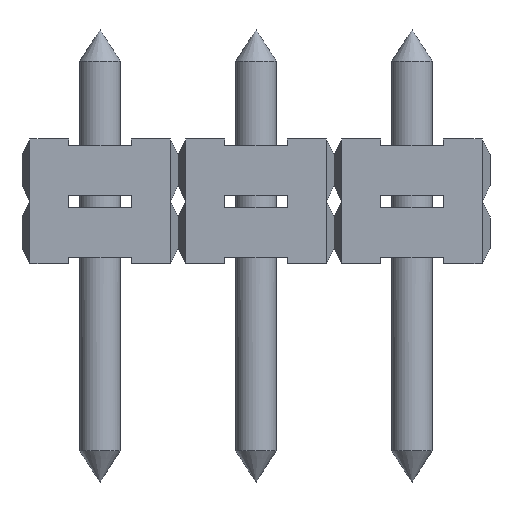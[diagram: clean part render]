
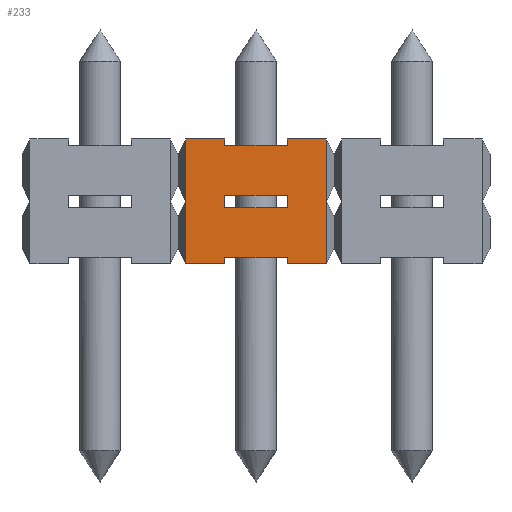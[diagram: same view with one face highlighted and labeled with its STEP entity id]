
A CAD part, front view. The second image highlights one B-rep face of the part: STEP entity #233.
In plain terms, the highlighted planar face has unit normal (0, -1, 0).
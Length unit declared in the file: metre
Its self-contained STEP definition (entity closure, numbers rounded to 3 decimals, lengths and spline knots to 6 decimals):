
#233=ADVANCED_FACE('',(#547,#548),#549,.T.);
#547=FACE_BOUND('',#932,.T.);
#548=FACE_OUTER_BOUND('',#933,.T.);
#549=PLANE('',#934);
#932=EDGE_LOOP('',(#1549,#1550,#1551,#1552));
#933=EDGE_LOOP('',(#1553,#1554,#1555,#1556,#1557,#1558,#1559,#1560,#1561,#1562,#1563,#1564,#1565,#1566));
#934=AXIS2_PLACEMENT_3D('',#1567,#1568,#1569);
#1549=ORIENTED_EDGE('',*,*,#2326,.T.);
#1550=ORIENTED_EDGE('',*,*,#2274,.T.);
#1551=ORIENTED_EDGE('',*,*,#2280,.T.);
#1552=ORIENTED_EDGE('',*,*,#2284,.T.);
#1553=ORIENTED_EDGE('',*,*,#2327,.F.);
#1554=ORIENTED_EDGE('',*,*,#2298,.T.);
#1555=ORIENTED_EDGE('',*,*,#2302,.T.);
#1556=ORIENTED_EDGE('',*,*,#2306,.T.);
#1557=ORIENTED_EDGE('',*,*,#2310,.T.);
#1558=ORIENTED_EDGE('',*,*,#2313,.T.);
#1559=ORIENTED_EDGE('',*,*,#2328,.F.);
#1560=ORIENTED_EDGE('',*,*,#2329,.F.);
#1561=ORIENTED_EDGE('',*,*,#2330,.T.);
#1562=ORIENTED_EDGE('',*,*,#2331,.T.);
#1563=ORIENTED_EDGE('',*,*,#2332,.T.);
#1564=ORIENTED_EDGE('',*,*,#2333,.T.);
#1565=ORIENTED_EDGE('',*,*,#2334,.T.);
#1566=ORIENTED_EDGE('',*,*,#2335,.F.);
#1567=CARTESIAN_POINT('',(0.005,-0.03466,-0.038506));
#1568=DIRECTION('',(0.0,-1.0,0.));
#1569=DIRECTION('',(1.0,0.0,0.0));
#2274=EDGE_CURVE('',#2722,#2720,#2723,.T.);
#2280=EDGE_CURVE('',#2720,#2730,#2732,.T.);
#2284=EDGE_CURVE('',#2730,#2736,#2738,.T.);
#2298=EDGE_CURVE('',#2754,#2760,#2762,.T.);
#2302=EDGE_CURVE('',#2760,#2766,#2768,.T.);
#2306=EDGE_CURVE('',#2766,#2772,#2774,.T.);
#2310=EDGE_CURVE('',#2772,#2778,#2780,.T.);
#2313=EDGE_CURVE('',#2778,#2705,#2783,.T.);
#2326=EDGE_CURVE('',#2736,#2722,#2802,.T.);
#2327=EDGE_CURVE('',#2754,#2740,#2803,.T.);
#2328=EDGE_CURVE('',#2713,#2705,#2804,.T.);
#2329=EDGE_CURVE('',#2805,#2713,#2806,.T.);
#2330=EDGE_CURVE('',#2805,#2807,#2808,.T.);
#2331=EDGE_CURVE('',#2807,#2809,#2810,.T.);
#2332=EDGE_CURVE('',#2809,#2811,#2812,.T.);
#2333=EDGE_CURVE('',#2811,#2813,#2814,.T.);
#2334=EDGE_CURVE('',#2813,#2815,#2816,.T.);
#2335=EDGE_CURVE('',#2740,#2815,#2817,.T.);
#2705=VERTEX_POINT('',#3312);
#2713=VERTEX_POINT('',#3324);
#2720=VERTEX_POINT('',#3334);
#2722=VERTEX_POINT('',#3337);
#2723=LINE('',#3338,#3339);
#2730=VERTEX_POINT('',#3348);
#2732=LINE('',#3351,#3352);
#2736=VERTEX_POINT('',#3357);
#2738=LINE('',#3360,#3361);
#2740=VERTEX_POINT('',#3363);
#2754=VERTEX_POINT('',#3383);
#2760=VERTEX_POINT('',#3392);
#2762=LINE('',#3395,#3396);
#2766=VERTEX_POINT('',#3401);
#2768=LINE('',#3404,#3405);
#2772=VERTEX_POINT('',#3410);
#2774=LINE('',#3413,#3414);
#2778=VERTEX_POINT('',#3419);
#2780=LINE('',#3422,#3423);
#2783=LINE('',#3427,#3428);
#2802=LINE('',#3457,#3458);
#2803=LINE('',#3459,#3460);
#2804=LINE('',#3461,#3462);
#2805=VERTEX_POINT('',#3463);
#2806=LINE('',#3464,#3465);
#2807=VERTEX_POINT('',#3466);
#2808=LINE('',#3467,#3468);
#2809=VERTEX_POINT('',#3469);
#2810=LINE('',#3470,#3471);
#2811=VERTEX_POINT('',#3472);
#2812=LINE('',#3473,#3474);
#2813=VERTEX_POINT('',#3475);
#2814=LINE('',#3476,#3477);
#2815=VERTEX_POINT('',#3478);
#2816=LINE('',#3479,#3480);
#2817=LINE('',#3481,#3482);
#3312=CARTESIAN_POINT('',(-0.0016,-0.03466,0.));
#3324=CARTESIAN_POINT('',(-0.0016,-0.03466,-0.002));
#3334=CARTESIAN_POINT('',(-0.00035,-0.03466,-0.0018));
#3337=CARTESIAN_POINT('',(-0.00035,-0.03466,-0.0022));
#3338=CARTESIAN_POINT('',(-0.00035,-0.03466,-0.0018));
#3339=VECTOR('',#3948,1.0);
#3348=CARTESIAN_POINT('',(0.00165,-0.03466,-0.0018));
#3351=CARTESIAN_POINT('',(0.00165,-0.03466,-0.0018));
#3352=VECTOR('',#3955,1.0);
#3357=CARTESIAN_POINT('',(0.00165,-0.03466,-0.0022));
#3360=CARTESIAN_POINT('',(0.00165,-0.03466,-0.002));
#3361=VECTOR('',#3958,1.0);
#3363=CARTESIAN_POINT('',(0.0029,-0.03466,-0.002));
#3383=CARTESIAN_POINT('',(0.0029,-0.03466,0.));
#3392=CARTESIAN_POINT('',(0.00165,-0.03466,0.));
#3395=CARTESIAN_POINT('',(0.00165,-0.03466,0.));
#3396=VECTOR('',#3969,1.0);
#3401=CARTESIAN_POINT('',(0.00165,-0.03466,-0.0002));
#3404=CARTESIAN_POINT('',(0.00165,-0.03466,-0.0002));
#3405=VECTOR('',#3972,1.0);
#3410=CARTESIAN_POINT('',(-0.00035,-0.03466,-0.0002));
#3413=CARTESIAN_POINT('',(-0.00035,-0.03466,-0.0002));
#3414=VECTOR('',#3975,1.0);
#3419=CARTESIAN_POINT('',(-0.00035,-0.03466,0.));
#3422=CARTESIAN_POINT('',(-0.00035,-0.03466,0.));
#3423=VECTOR('',#3978,1.0);
#3427=CARTESIAN_POINT('',(-0.0016,-0.03466,0.));
#3428=VECTOR('',#3980,1.0);
#3457=CARTESIAN_POINT('',(-0.00035,-0.03466,-0.0022));
#3458=VECTOR('',#3991,1.0);
#3459=CARTESIAN_POINT('',(0.0029,-0.03466,-0.038506));
#3460=VECTOR('',#3992,1.0);
#3461=CARTESIAN_POINT('',(-0.0016,-0.03466,-0.038506));
#3462=VECTOR('',#3993,1.0);
#3463=CARTESIAN_POINT('',(-0.0016,-0.03466,-0.004));
#3464=CARTESIAN_POINT('',(-0.0016,-0.03466,-0.040506));
#3465=VECTOR('',#3994,1.0);
#3466=CARTESIAN_POINT('',(-0.00035,-0.03466,-0.004));
#3467=CARTESIAN_POINT('',(-0.00035,-0.03466,-0.004));
#3468=VECTOR('',#3995,1.0);
#3469=CARTESIAN_POINT('',(-0.00035,-0.03466,-0.0038));
#3470=CARTESIAN_POINT('',(-0.00035,-0.03466,-0.0038));
#3471=VECTOR('',#3996,1.0);
#3472=CARTESIAN_POINT('',(0.00165,-0.03466,-0.0038));
#3473=CARTESIAN_POINT('',(0.00165,-0.03466,-0.0038));
#3474=VECTOR('',#3997,1.0);
#3475=CARTESIAN_POINT('',(0.00165,-0.03466,-0.004));
#3476=CARTESIAN_POINT('',(0.00165,-0.03466,-0.004));
#3477=VECTOR('',#3998,1.0);
#3478=CARTESIAN_POINT('',(0.0029,-0.03466,-0.004));
#3479=CARTESIAN_POINT('',(0.0029,-0.03466,-0.004));
#3480=VECTOR('',#3999,1.0);
#3481=CARTESIAN_POINT('',(0.0029,-0.03466,-0.040506));
#3482=VECTOR('',#4000,1.0);
#3948=DIRECTION('',(0.0,0.,1.0));
#3955=DIRECTION('',(1.0,0.0,0.0));
#3958=DIRECTION('',(0.0,0.,-1.0));
#3969=DIRECTION('',(-1.0,-0.0,0.0));
#3972=DIRECTION('',(0.0,0.,-1.0));
#3975=DIRECTION('',(-1.0,-0.0,0.0));
#3978=DIRECTION('',(0.0,0.,1.0));
#3980=DIRECTION('',(-1.0,-0.0,0.0));
#3991=DIRECTION('',(-1.0,-0.0,0.0));
#3992=DIRECTION('',(0.,0.,-1.0));
#3993=DIRECTION('',(0.,0.,1.0));
#3994=DIRECTION('',(0.,0.,1.0));
#3995=DIRECTION('',(1.0,0.0,0.0));
#3996=DIRECTION('',(0.0,0.,1.0));
#3997=DIRECTION('',(1.0,0.0,0.0));
#3998=DIRECTION('',(0.0,0.,-1.0));
#3999=DIRECTION('',(1.0,0.0,0.0));
#4000=DIRECTION('',(0.,0.,-1.0));
